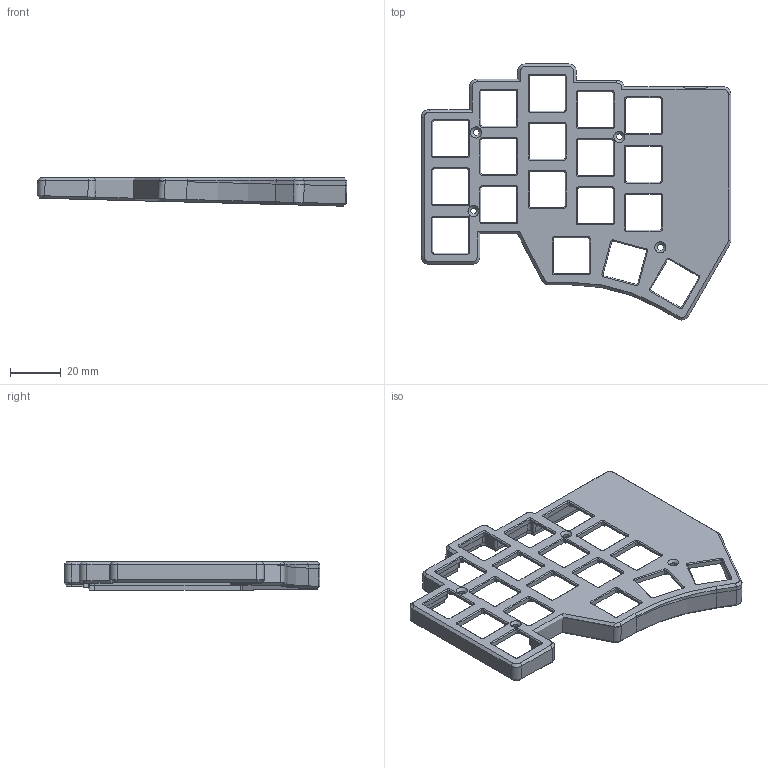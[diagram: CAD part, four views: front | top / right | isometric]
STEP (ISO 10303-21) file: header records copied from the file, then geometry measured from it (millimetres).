
FILE_DESCRIPTION(/* description */ (''),/* implementation_level */ '2;1');
FILE_NAME(/* name */ 'top.step',/* time_stamp */ '2023-12-11T22:18:57+03:00',/* author */ (''),/* organization */ (''),/* preprocessor_version */ 'ST-DEVELOPER v20',/* originating_system */ 'Autodesk Translation Framework v12.14.0.127',/* authorisation */ '');
FILE_SCHEMA (('AUTOMOTIVE_DESIGN { 1 0 10303 214 3 1 1 }'));
Length unit declared in the file: millimetre
Products named in the file (1): Tilted Top
Bounding box: 122.18 x 100.98 x 11.19 mm (x, y, z)
Volume: 15375.8 mm3; surface area: 20130.5 mm2
Topology: 1 solids, 1 shells, 738 faces, 1991 edges, 1255 vertices
Faces by surface type: plane 389, cylinder 206, cone 97, bspline 36, torus 10
Full cylindrical faces by diameter (mm): 2.4 x4
Entity records: 23695 total; most frequent: CARTESIAN_POINT 4966, ORIENTED_EDGE 3982, DIRECTION 3832, EDGE_CURVE 1991, LINE 1374, VECTOR 1374, VERTEX_POINT 1255, AXIS2_PLACEMENT_3D 1229
